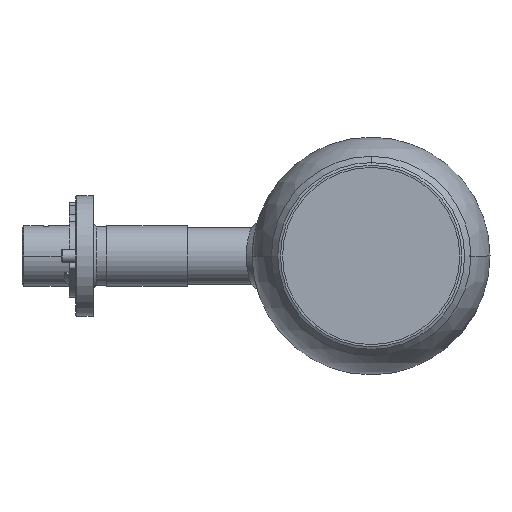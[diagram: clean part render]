
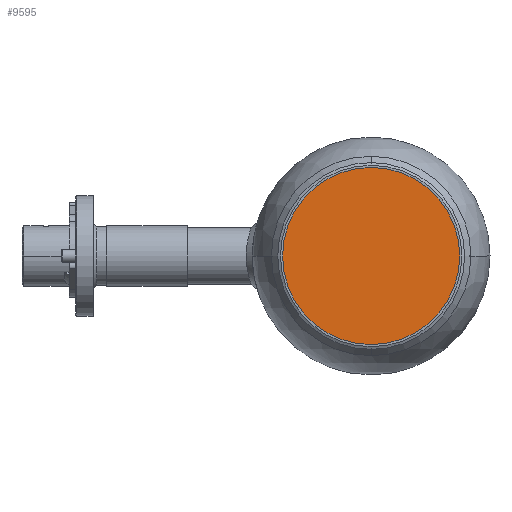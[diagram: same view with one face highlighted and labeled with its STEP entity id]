
A CAD part, left-side view. The second image highlights one B-rep face of the part: STEP entity #9595.
In plain terms, the highlighted planar face has unit normal (-1, 0, 0).
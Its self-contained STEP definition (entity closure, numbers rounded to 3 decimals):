
#9587 = ORIENTED_EDGE ( 'NONE', *, *, #9588, .F. ) ;
#9588 = EDGE_CURVE ( 'NONE', #9597, #9590, #12688, .T. ) ;
#9590 = VERTEX_POINT ( 'NONE', #12683 ) ;
#9591 = ORIENTED_EDGE ( 'NONE', *, *, #9592, .F. ) ;
#9592 = EDGE_CURVE ( 'NONE', #9590, #9597, #12681, .T. ) ;
#9595 = ADVANCED_FACE ( 'NONE', ( #12764 ), #12749, .T. ) ;
#9596 = EDGE_LOOP ( 'NONE', ( #9587, #9591 ) ) ;
#9597 = VERTEX_POINT ( 'NONE', #12744 ) ;
#12681 = CIRCLE ( 'NONE', #12772, 68.818 ) ;
#12683 = CARTESIAN_POINT ( 'NONE',  ( -107.047, 0., 68.818 ) ) ;
#12684 = DIRECTION ( 'NONE',  ( 0., 0., -1. ) ) ;
#12685 = DIRECTION ( 'NONE',  ( 1., 0., 0. ) ) ;
#12686 = CARTESIAN_POINT ( 'NONE',  ( -107.047, 0., 0. ) ) ;
#12687 = AXIS2_PLACEMENT_3D ( 'NONE', #12686, #12685, #12684 ) ;
#12688 = CIRCLE ( 'NONE', #12687, 68.818 ) ;
#12744 = CARTESIAN_POINT ( 'NONE',  ( -107.047, 0., -68.818 ) ) ;
#12745 = DIRECTION ( 'NONE',  ( 0., 0., 1. ) ) ;
#12746 = DIRECTION ( 'NONE',  ( -1., 0., 0. ) ) ;
#12747 = CARTESIAN_POINT ( 'NONE',  ( -107.047, 0., 0. ) ) ;
#12748 = AXIS2_PLACEMENT_3D ( 'NONE', #12747, #12746, #12745 ) ;
#12749 = PLANE ( 'NONE',  #12748 ) ;
#12764 = FACE_OUTER_BOUND ( 'NONE', #9596, .T. ) ;
#12769 = DIRECTION ( 'NONE',  ( 0., 0., -1. ) ) ;
#12770 = DIRECTION ( 'NONE',  ( 1., 0., 0. ) ) ;
#12771 = CARTESIAN_POINT ( 'NONE',  ( -107.047, 0., 0. ) ) ;
#12772 = AXIS2_PLACEMENT_3D ( 'NONE', #12771, #12770, #12769 ) ;
